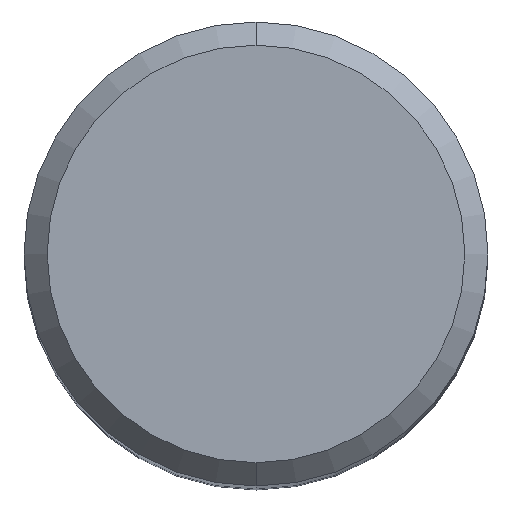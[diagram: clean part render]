
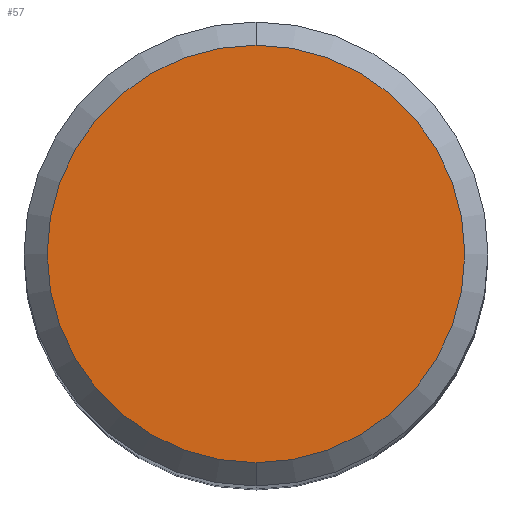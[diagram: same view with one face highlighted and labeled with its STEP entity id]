
A CAD part, top view. The second image highlights one B-rep face of the part: STEP entity #57.
In plain terms, the highlighted planar face has unit normal (0, 0, 1).
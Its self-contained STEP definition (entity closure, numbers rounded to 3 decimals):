
#47=PLANE('',#308);
#57=ADVANCED_FACE('',(#71),#47,.F.);
#71=FACE_OUTER_BOUND('',#81,.T.);
#81=EDGE_LOOP('',(#122,#123));
#90=CIRCLE('',#304,4.5);
#91=CIRCLE('',#306,4.5);
#122=ORIENTED_EDGE('',*,*,#149,.F.);
#123=ORIENTED_EDGE('',*,*,#147,.F.);
#132=VERTEX_POINT('',#438);
#133=VERTEX_POINT('',#440);
#147=EDGE_CURVE('',#132,#133,#90,.T.);
#149=EDGE_CURVE('',#133,#132,#91,.T.);
#304=AXIS2_PLACEMENT_3D('',#439,#376,#377);
#306=AXIS2_PLACEMENT_3D('',#443,#381,#382);
#308=AXIS2_PLACEMENT_3D('',#445,#385,#386);
#376=DIRECTION('',(0.,0.,-1.));
#377=DIRECTION('',(0.,-1.,0.));
#381=DIRECTION('',(0.,0.,-1.));
#382=DIRECTION('',(0.,1.,0.));
#385=DIRECTION('',(0.,0.,-1.));
#386=DIRECTION('',(0.,1.,0.));
#438=CARTESIAN_POINT('',(0.,-4.5,50.));
#439=CARTESIAN_POINT('',(0.,0.,50.));
#440=CARTESIAN_POINT('',(0.,4.5,50.));
#443=CARTESIAN_POINT('',(0.,0.,50.));
#445=CARTESIAN_POINT('',(0.,0.,50.));
